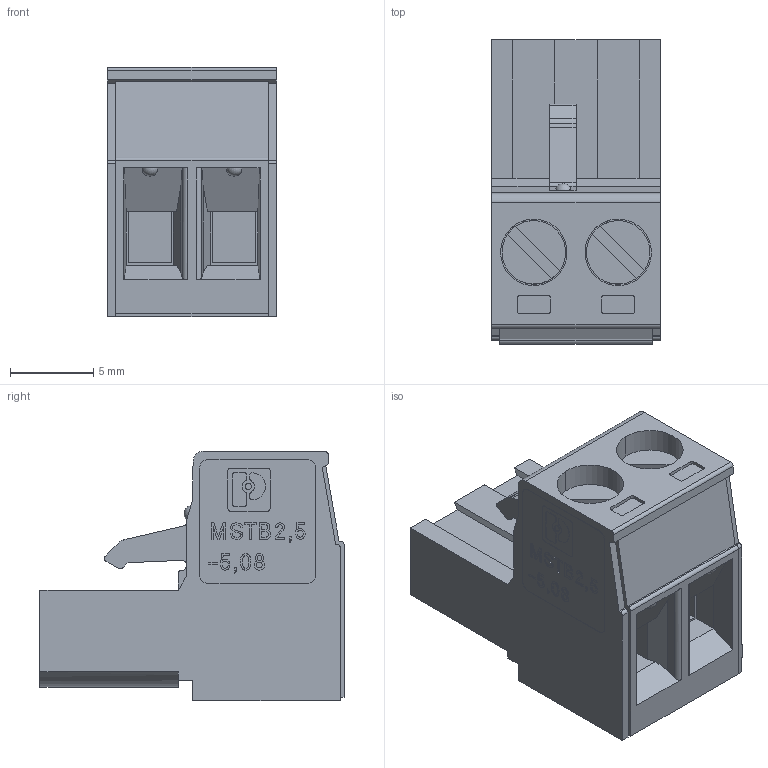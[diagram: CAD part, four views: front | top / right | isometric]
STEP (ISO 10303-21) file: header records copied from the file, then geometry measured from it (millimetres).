
FILE_DESCRIPTION(('STEP AP203'),'1');
FILE_NAME('1757019.stp','2023-04-26T09:55:33',('TraceParts'),('TraceParts S.A.'),'Spatial InterOp 3D',' ',' ');
FILE_SCHEMA(('CONFIG_CONTROL_DESIGN'));
Length unit declared in the file: millimetre
Products named in the file (1): 1
Bounding box: 10.22 x 18.3 x 15 mm (x, y, z)
Volume: 1440.9 mm3; surface area: 2358.2 mm2
Topology: 5 solids, 5 shells, 816 faces, 2292 edges, 1519 vertices
Faces by surface type: plane 684, cylinder 125, cone 4, sphere 3
Entity records: 26168 total; most frequent: CARTESIAN_POINT 4734, ORIENTED_EDGE 4584, DIRECTION 4220, EDGE_CURVE 2292, LINE 1998, VECTOR 1998, VERTEX_POINT 1519, AXIS2_PLACEMENT_3D 1111
